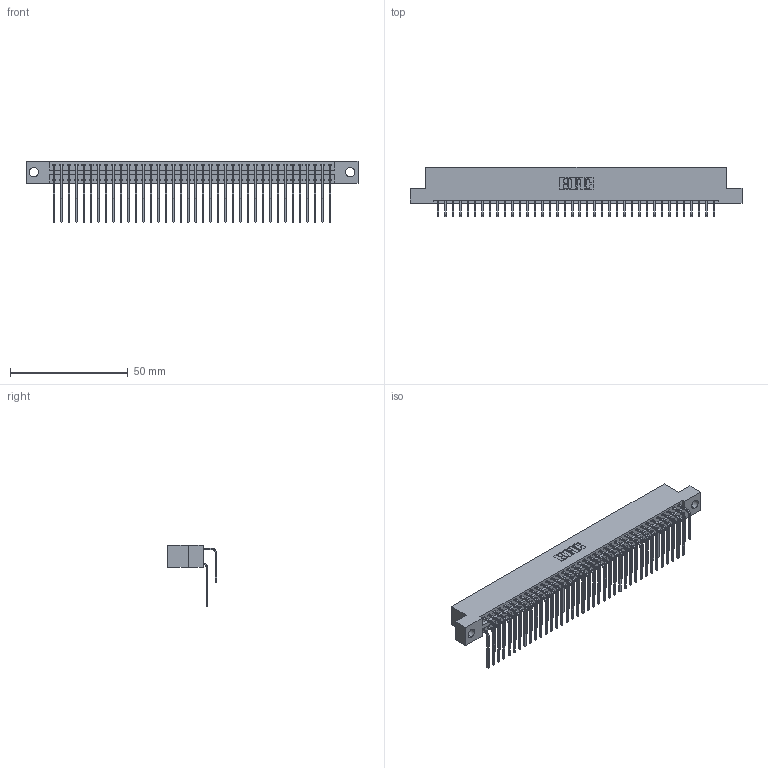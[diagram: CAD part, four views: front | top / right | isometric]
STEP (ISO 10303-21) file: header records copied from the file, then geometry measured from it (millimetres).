
FILE_DESCRIPTION (( 'STEP AP203' ), '1' );
FILE_NAME ('346-076-559-204.STEP', '2022-05-25T13:06:51', ( '' ), ( '' ), 'SwSTEP 2.0', 'SolidWorks 2020', '' );
FILE_SCHEMA (( 'CONFIG_CONTROL_DESIGN' ));
Length unit declared in the file: inch
Products named in the file (4): 345-292-001_558 559 Tail - 1; 346-076-559-204; 346 Part_Flush Mounting Lugs - 0.156 Dia-TH; 345-292-001_559 Tail - 2
Assembly tree (77 placements, depth 2):
  346-076-559-204
    346 Part_Flush Mounting Lugs - 0.156 Dia-TH
    345-292-001_558 559 Tail - 1  x38
    345-292-001_559 Tail - 2  x38
Bounding box: 141.22 x 20.89 x 26.16 mm (x, y, z)
Volume: 14072.5 mm3; surface area: 21231.9 mm2
Topology: 77 solids, 77 shells, 4240 faces, 12601 edges, 8298 vertices
Faces by surface type: plane 2902, cylinder 1338
Entity records: 27541 total; most frequent: CARTESIAN_POINT 4601, ORIENTED_EDGE 4482, DIRECTION 4077, EDGE_CURVE 2241, LINE 1917, VECTOR 1917, VERTEX_POINT 1490, AXIS2_PLACEMENT_3D 1080
